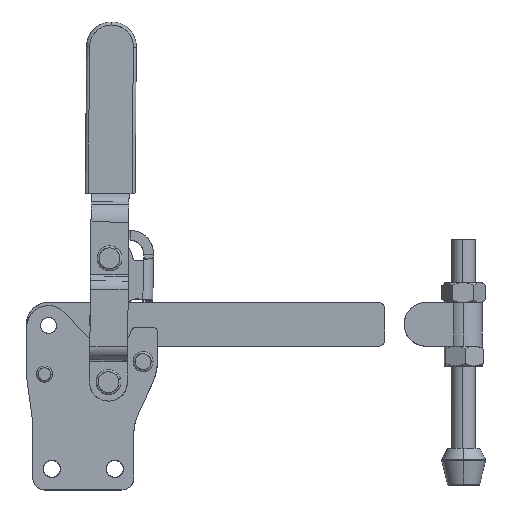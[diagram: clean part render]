
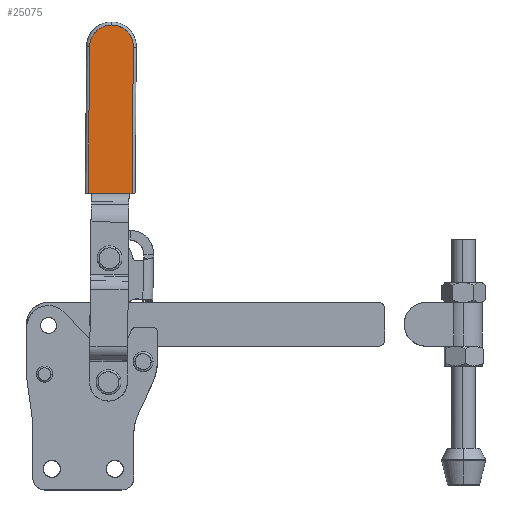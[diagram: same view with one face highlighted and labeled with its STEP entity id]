
A CAD part, top view. The second image highlights one B-rep face of the part: STEP entity #25075.
In plain terms, the highlighted planar face has unit normal (0, 0, 1).
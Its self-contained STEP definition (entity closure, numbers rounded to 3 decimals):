
#24919=CARTESIAN_POINT('Axis2P3D Location',(38.706,137.653,18.)) ;
#24925=CARTESIAN_POINT('Control Point',(16.657,137.851,18.)) ;
#24926=CARTESIAN_POINT('Control Point',(38.706,137.653,18.)) ;
#24927=CARTESIAN_POINT('Vertex',(16.657,137.851,18.)) ;
#24929=CARTESIAN_POINT('Vertex',(38.706,137.653,18.)) ;
#24933=CARTESIAN_POINT('Control Point',(38.706,137.653,18.)) ;
#24934=CARTESIAN_POINT('Control Point',(39.367,211.485,18.)) ;
#24935=CARTESIAN_POINT('Vertex',(39.367,211.485,18.)) ;
#24939=CARTESIAN_POINT('Control Point',(39.367,211.485,18.)) ;
#24940=CARTESIAN_POINT('Control Point',(39.377,212.571,18.)) ;
#24941=CARTESIAN_POINT('Control Point',(39.175,213.638,18.)) ;
#24942=CARTESIAN_POINT('Vertex',(39.175,213.638,18.)) ;
#24946=CARTESIAN_POINT('Control Point',(39.175,213.638,18.)) ;
#24947=CARTESIAN_POINT('Control Point',(38.972,214.705,18.)) ;
#24948=CARTESIAN_POINT('Control Point',(38.566,215.712,18.)) ;
#24949=CARTESIAN_POINT('Vertex',(38.566,215.712,18.)) ;
#24953=CARTESIAN_POINT('Control Point',(38.566,215.712,18.)) ;
#24954=CARTESIAN_POINT('Control Point',(38.159,216.719,18.)) ;
#24955=CARTESIAN_POINT('Control Point',(37.564,217.627,18.)) ;
#24956=CARTESIAN_POINT('Vertex',(37.564,217.627,18.)) ;
#24960=CARTESIAN_POINT('Control Point',(37.564,217.627,18.)) ;
#24961=CARTESIAN_POINT('Control Point',(36.969,218.535,18.)) ;
#24962=CARTESIAN_POINT('Control Point',(36.208,219.31,18.)) ;
#24963=CARTESIAN_POINT('Vertex',(36.208,219.31,18.)) ;
#24967=CARTESIAN_POINT('Control Point',(36.208,219.31,18.)) ;
#24968=CARTESIAN_POINT('Control Point',(35.447,220.084,18.)) ;
#24969=CARTESIAN_POINT('Control Point',(34.55,220.696,18.)) ;
#24970=CARTESIAN_POINT('Vertex',(34.55,220.696,18.)) ;
#24974=CARTESIAN_POINT('Control Point',(34.55,220.696,18.)) ;
#24975=CARTESIAN_POINT('Control Point',(33.652,221.307,18.)) ;
#24976=CARTESIAN_POINT('Control Point',(32.653,221.732,18.)) ;
#24977=CARTESIAN_POINT('Vertex',(32.653,221.732,18.)) ;
#24981=CARTESIAN_POINT('Control Point',(32.653,221.732,18.)) ;
#24982=CARTESIAN_POINT('Control Point',(31.653,222.156,18.)) ;
#24983=CARTESIAN_POINT('Control Point',(30.59,222.377,18.)) ;
#24984=CARTESIAN_POINT('Vertex',(30.59,222.377,18.)) ;
#24988=CARTESIAN_POINT('Control Point',(30.59,222.377,18.)) ;
#24989=CARTESIAN_POINT('Control Point',(29.527,222.599,18.)) ;
#24990=CARTESIAN_POINT('Control Point',(28.441,222.609,18.)) ;
#24991=CARTESIAN_POINT('Vertex',(28.441,222.609,18.)) ;
#24995=CARTESIAN_POINT('Control Point',(28.441,222.609,18.)) ;
#24996=CARTESIAN_POINT('Control Point',(27.356,222.618,18.)) ;
#24997=CARTESIAN_POINT('Control Point',(26.289,222.416,18.)) ;
#24998=CARTESIAN_POINT('Vertex',(26.289,222.416,18.)) ;
#25002=CARTESIAN_POINT('Control Point',(26.289,222.416,18.)) ;
#25003=CARTESIAN_POINT('Control Point',(25.222,222.214,18.)) ;
#25004=CARTESIAN_POINT('Control Point',(24.215,221.807,18.)) ;
#25005=CARTESIAN_POINT('Vertex',(24.215,221.807,18.)) ;
#25009=CARTESIAN_POINT('Control Point',(24.215,221.807,18.)) ;
#25010=CARTESIAN_POINT('Control Point',(23.208,221.401,18.)) ;
#25011=CARTESIAN_POINT('Control Point',(22.3,220.805,18.)) ;
#25012=CARTESIAN_POINT('Vertex',(22.3,220.805,18.)) ;
#25016=CARTESIAN_POINT('Control Point',(22.3,220.805,18.)) ;
#25017=CARTESIAN_POINT('Control Point',(21.392,220.21,18.)) ;
#25018=CARTESIAN_POINT('Control Point',(20.617,219.449,18.)) ;
#25019=CARTESIAN_POINT('Vertex',(20.617,219.449,18.)) ;
#25023=CARTESIAN_POINT('Control Point',(20.617,219.449,18.)) ;
#25024=CARTESIAN_POINT('Control Point',(19.842,218.688,18.)) ;
#25025=CARTESIAN_POINT('Control Point',(19.231,217.791,18.)) ;
#25026=CARTESIAN_POINT('Vertex',(19.231,217.791,18.)) ;
#25030=CARTESIAN_POINT('Control Point',(19.231,217.791,18.)) ;
#25031=CARTESIAN_POINT('Control Point',(18.62,216.894,18.)) ;
#25032=CARTESIAN_POINT('Control Point',(18.195,215.894,18.)) ;
#25033=CARTESIAN_POINT('Vertex',(18.195,215.894,18.)) ;
#25037=CARTESIAN_POINT('Control Point',(18.195,215.894,18.)) ;
#25038=CARTESIAN_POINT('Control Point',(17.771,214.895,18.)) ;
#25039=CARTESIAN_POINT('Control Point',(17.549,213.832,18.)) ;
#25040=CARTESIAN_POINT('Vertex',(17.549,213.832,18.)) ;
#25044=CARTESIAN_POINT('Control Point',(17.549,213.832,18.)) ;
#25045=CARTESIAN_POINT('Control Point',(17.328,212.769,18.)) ;
#25046=CARTESIAN_POINT('Control Point',(17.318,211.683,18.)) ;
#25047=CARTESIAN_POINT('Vertex',(17.318,211.683,18.)) ;
#25051=CARTESIAN_POINT('Control Point',(17.318,211.683,18.)) ;
#25052=CARTESIAN_POINT('Control Point',(16.657,137.851,18.)) ;
#24920=DIRECTION('Axis2P3D Direction',(0.,-0.,1.)) ;
#24921=DIRECTION('Axis2P3D XDirection',(0.009,1.,0.)) ;
#24922=AXIS2_PLACEMENT_3D('Plane Axis2P3D',#24919,#24920,#24921) ;
#25055=ORIENTED_EDGE('',*,*,#24931,.T.) ;
#25056=ORIENTED_EDGE('',*,*,#24937,.T.) ;
#25057=ORIENTED_EDGE('',*,*,#24944,.T.) ;
#25058=ORIENTED_EDGE('',*,*,#24951,.T.) ;
#25059=ORIENTED_EDGE('',*,*,#24958,.T.) ;
#25060=ORIENTED_EDGE('',*,*,#24965,.T.) ;
#25061=ORIENTED_EDGE('',*,*,#24972,.T.) ;
#25062=ORIENTED_EDGE('',*,*,#24979,.T.) ;
#25063=ORIENTED_EDGE('',*,*,#24986,.T.) ;
#25064=ORIENTED_EDGE('',*,*,#24993,.T.) ;
#25065=ORIENTED_EDGE('',*,*,#25000,.T.) ;
#25066=ORIENTED_EDGE('',*,*,#25007,.T.) ;
#25067=ORIENTED_EDGE('',*,*,#25014,.T.) ;
#25068=ORIENTED_EDGE('',*,*,#25021,.T.) ;
#25069=ORIENTED_EDGE('',*,*,#25028,.T.) ;
#25070=ORIENTED_EDGE('',*,*,#25035,.T.) ;
#25071=ORIENTED_EDGE('',*,*,#25042,.T.) ;
#25072=ORIENTED_EDGE('',*,*,#25049,.T.) ;
#25073=ORIENTED_EDGE('',*,*,#25053,.T.) ;
#25075=ADVANCED_FACE('Surface.192',(#25074),#24923,.T.) ;
#24924=B_SPLINE_CURVE_WITH_KNOTS('',1,(#24925,#24926),.UNSPECIFIED.,.F.,.U.,(2,2),(0.,22.05),.UNSPECIFIED.) ;
#24932=B_SPLINE_CURVE_WITH_KNOTS('',1,(#24933,#24934),.UNSPECIFIED.,.F.,.U.,(2,2),(0.,73.835),.UNSPECIFIED.) ;
#24938=B_SPLINE_CURVE_WITH_KNOTS('',2,(#24939,#24940,#24941),.UNSPECIFIED.,.F.,.U.,(3,3),(0.,2.172),.UNSPECIFIED.) ;
#24945=B_SPLINE_CURVE_WITH_KNOTS('',2,(#24946,#24947,#24948),.UNSPECIFIED.,.F.,.U.,(3,3),(0.,2.172),.UNSPECIFIED.) ;
#24952=B_SPLINE_CURVE_WITH_KNOTS('',2,(#24953,#24954,#24955),.UNSPECIFIED.,.F.,.U.,(3,3),(0.,2.172),.UNSPECIFIED.) ;
#24959=B_SPLINE_CURVE_WITH_KNOTS('',2,(#24960,#24961,#24962),.UNSPECIFIED.,.F.,.U.,(3,3),(0.,2.172),.UNSPECIFIED.) ;
#24966=B_SPLINE_CURVE_WITH_KNOTS('',2,(#24967,#24968,#24969),.UNSPECIFIED.,.F.,.U.,(3,3),(0.,2.172),.UNSPECIFIED.) ;
#24973=B_SPLINE_CURVE_WITH_KNOTS('',2,(#24974,#24975,#24976),.UNSPECIFIED.,.F.,.U.,(3,3),(0.,2.172),.UNSPECIFIED.) ;
#24980=B_SPLINE_CURVE_WITH_KNOTS('',2,(#24981,#24982,#24983),.UNSPECIFIED.,.F.,.U.,(3,3),(0.,2.172),.UNSPECIFIED.) ;
#24987=B_SPLINE_CURVE_WITH_KNOTS('',2,(#24988,#24989,#24990),.UNSPECIFIED.,.F.,.U.,(3,3),(0.,2.172),.UNSPECIFIED.) ;
#24994=B_SPLINE_CURVE_WITH_KNOTS('',2,(#24995,#24996,#24997),.UNSPECIFIED.,.F.,.U.,(3,3),(0.,2.172),.UNSPECIFIED.) ;
#25001=B_SPLINE_CURVE_WITH_KNOTS('',2,(#25002,#25003,#25004),.UNSPECIFIED.,.F.,.U.,(3,3),(0.,2.172),.UNSPECIFIED.) ;
#25008=B_SPLINE_CURVE_WITH_KNOTS('',2,(#25009,#25010,#25011),.UNSPECIFIED.,.F.,.U.,(3,3),(0.,2.172),.UNSPECIFIED.) ;
#25015=B_SPLINE_CURVE_WITH_KNOTS('',2,(#25016,#25017,#25018),.UNSPECIFIED.,.F.,.U.,(3,3),(0.,2.172),.UNSPECIFIED.) ;
#25022=B_SPLINE_CURVE_WITH_KNOTS('',2,(#25023,#25024,#25025),.UNSPECIFIED.,.F.,.U.,(3,3),(0.,2.172),.UNSPECIFIED.) ;
#25029=B_SPLINE_CURVE_WITH_KNOTS('',2,(#25030,#25031,#25032),.UNSPECIFIED.,.F.,.U.,(3,3),(0.,2.172),.UNSPECIFIED.) ;
#25036=B_SPLINE_CURVE_WITH_KNOTS('',2,(#25037,#25038,#25039),.UNSPECIFIED.,.F.,.U.,(3,3),(0.,2.172),.UNSPECIFIED.) ;
#25043=B_SPLINE_CURVE_WITH_KNOTS('',2,(#25044,#25045,#25046),.UNSPECIFIED.,.F.,.U.,(3,3),(0.,2.172),.UNSPECIFIED.) ;
#25050=B_SPLINE_CURVE_WITH_KNOTS('',1,(#25051,#25052),.UNSPECIFIED.,.F.,.U.,(2,2),(0.,73.835),.UNSPECIFIED.) ;
#24931=EDGE_CURVE('',#24928,#24930,#24924,.T.) ;
#24937=EDGE_CURVE('',#24930,#24936,#24932,.T.) ;
#24944=EDGE_CURVE('',#24936,#24943,#24938,.T.) ;
#24951=EDGE_CURVE('',#24943,#24950,#24945,.T.) ;
#24958=EDGE_CURVE('',#24950,#24957,#24952,.T.) ;
#24965=EDGE_CURVE('',#24957,#24964,#24959,.T.) ;
#24972=EDGE_CURVE('',#24964,#24971,#24966,.T.) ;
#24979=EDGE_CURVE('',#24971,#24978,#24973,.T.) ;
#24986=EDGE_CURVE('',#24978,#24985,#24980,.T.) ;
#24993=EDGE_CURVE('',#24985,#24992,#24987,.T.) ;
#25000=EDGE_CURVE('',#24992,#24999,#24994,.T.) ;
#25007=EDGE_CURVE('',#24999,#25006,#25001,.T.) ;
#25014=EDGE_CURVE('',#25006,#25013,#25008,.T.) ;
#25021=EDGE_CURVE('',#25013,#25020,#25015,.T.) ;
#25028=EDGE_CURVE('',#25020,#25027,#25022,.T.) ;
#25035=EDGE_CURVE('',#25027,#25034,#25029,.T.) ;
#25042=EDGE_CURVE('',#25034,#25041,#25036,.T.) ;
#25049=EDGE_CURVE('',#25041,#25048,#25043,.T.) ;
#25053=EDGE_CURVE('',#25048,#24928,#25050,.T.) ;
#25054=EDGE_LOOP('',(#25055,#25056,#25057,#25058,#25059,#25060,#25061,#25062,#25063,#25064,#25065,#25066,#25067,#25068,#25069,#25070,#25071,#25072,#25073)) ;
#25074=FACE_OUTER_BOUND('',#25054,.T.) ;
#24923=PLANE('Plane',#24922) ;
#24928=VERTEX_POINT('',#24927) ;
#24930=VERTEX_POINT('',#24929) ;
#24936=VERTEX_POINT('',#24935) ;
#24943=VERTEX_POINT('',#24942) ;
#24950=VERTEX_POINT('',#24949) ;
#24957=VERTEX_POINT('',#24956) ;
#24964=VERTEX_POINT('',#24963) ;
#24971=VERTEX_POINT('',#24970) ;
#24978=VERTEX_POINT('',#24977) ;
#24985=VERTEX_POINT('',#24984) ;
#24992=VERTEX_POINT('',#24991) ;
#24999=VERTEX_POINT('',#24998) ;
#25006=VERTEX_POINT('',#25005) ;
#25013=VERTEX_POINT('',#25012) ;
#25020=VERTEX_POINT('',#25019) ;
#25027=VERTEX_POINT('',#25026) ;
#25034=VERTEX_POINT('',#25033) ;
#25041=VERTEX_POINT('',#25040) ;
#25048=VERTEX_POINT('',#25047) ;
